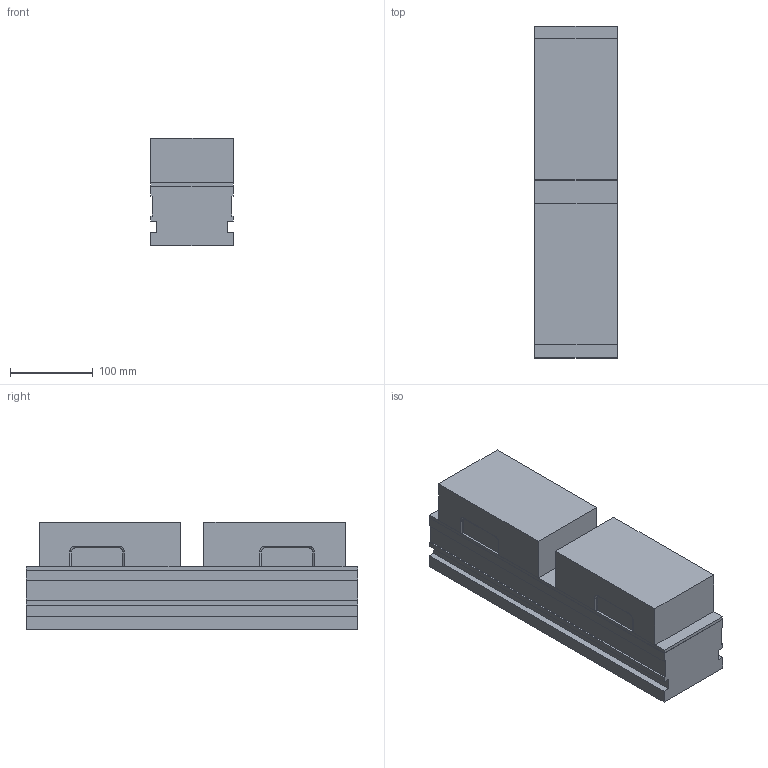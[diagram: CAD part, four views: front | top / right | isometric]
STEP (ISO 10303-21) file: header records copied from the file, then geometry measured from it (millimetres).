
FILE_DESCRIPTION (( 'STEP AP203' ), '1' );
FILE_NAME ('1040.STEP', '2025-03-15T08:50:19', ( '微软用户' ), ( '微软中国' ), 'SwSTEP 2.0', 'SolidWorks 2016', '' );
FILE_SCHEMA (( 'CONFIG_CONTROL_DESIGN' ));
Length unit declared in the file: millimetre
Products named in the file (6): Assem2_16; Assem3_11; 5_6; 4_6; 1040; 2_6
Assembly tree (6 placements, depth 3):
  1040
    5_6
    Assem3_11
      2_6
    Assem2_16  x2
      4_6
Bounding box: 100 x 400 x 130 mm (x, y, z)
Volume: 4716711.8 mm3; surface area: 368773.1 mm2
Topology: 4 solids, 4 shells, 92 faces, 236 edges, 152 vertices
Faces by surface type: plane 64, cylinder 20, bspline 8
Entity records: 2650 total; most frequent: CARTESIAN_POINT 421, ORIENTED_EDGE 332, DIRECTION 324, EDGE_CURVE 166, VECTOR 142, LINE 142, VERTEX_POINT 108, AXIS2_PLACEMENT_3D 91
